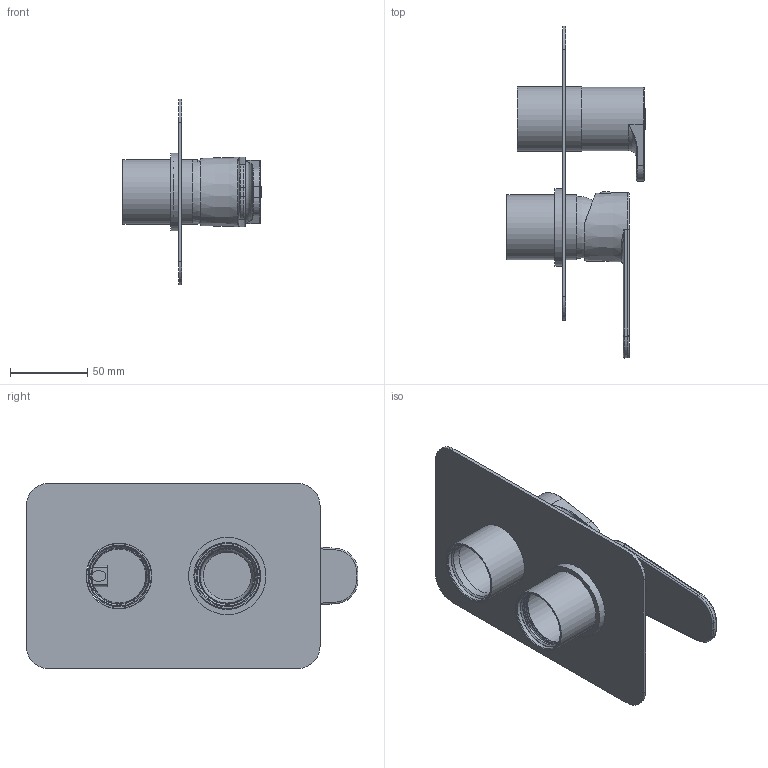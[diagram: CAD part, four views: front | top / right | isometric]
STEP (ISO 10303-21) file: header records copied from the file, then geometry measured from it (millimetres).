
FILE_DESCRIPTION (( 'STEP AP203' ), '1' );
FILE_NAME ('36CP02294.STEP', '2021-02-22T10:30:28', ( '' ), ( '' ), 'SwSTEP 2.0', 'SolidWorks 2018', '' );
FILE_SCHEMA (( 'CONFIG_CONTROL_DESIGN' ));
Length unit declared in the file: millimetre
Products named in the file (1): 36CP02294
Bounding box: 89.2 x 214.44 x 120 mm (x, y, z)
Volume: 106581.9 mm3; surface area: 102448.5 mm2
Topology: 8 solids, 8 shells, 170 faces, 387 edges, 248 vertices
Faces by surface type: plane 65, cylinder 56, cone 19, torus 17, bspline 10, sphere 3
Full cylindrical faces by diameter (mm): 6.8 x1, 9.5 x1, 10 x1, 25.599 x1, 28.599 x1, 30.999 x1, 31 x1, 31.599 x1, 35.8 x2, 36.5 x1, 37 x1, 39 x4, 41 x1, 42 x2, 42.5 x2, 43.2 x1, 48.5 x1, 50 x1
Entity records: 6833 total; most frequent: CARTESIAN_POINT 3280, DIRECTION 724, ORIENTED_EDGE 650, EDGE_CURVE 325, AXIS2_PLACEMENT_3D 311, EDGE_LOOP 240, VERTEX_POINT 231, FACE_OUTER_BOUND 198
